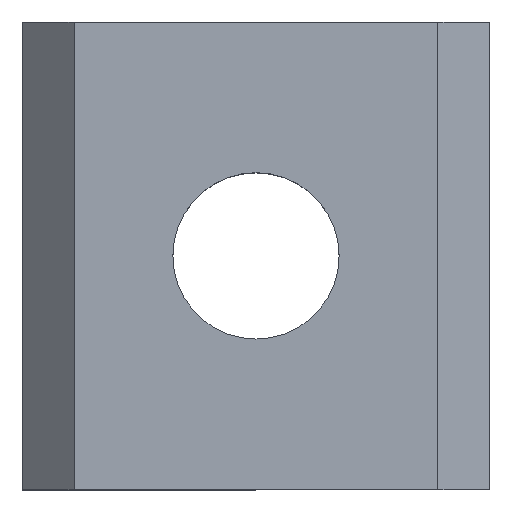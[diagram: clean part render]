
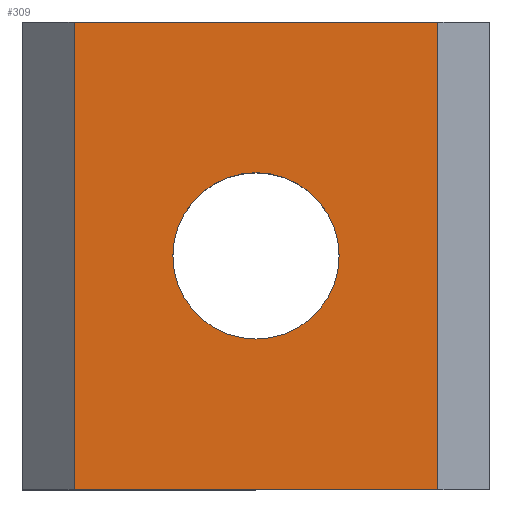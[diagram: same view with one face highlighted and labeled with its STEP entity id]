
A CAD part, top view. The second image highlights one B-rep face of the part: STEP entity #309.
In plain terms, the highlighted planar face has unit normal (0, 0, 1).
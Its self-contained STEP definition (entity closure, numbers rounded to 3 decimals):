
#2 = CARTESIAN_POINT ( 'NONE',  ( 8., 9., 3. ) ) ;
#5 = EDGE_CURVE ( 'NONE', #278, #341, #66, .T. ) ;
#11 = DIRECTION ( 'NONE',  ( 1., 0., 0. ) ) ;
#13 = DIRECTION ( 'NONE',  ( 0., 0., 1. ) ) ;
#16 = CARTESIAN_POINT ( 'NONE',  ( 8., 9., 3. ) ) ;
#17 = CARTESIAN_POINT ( 'NONE',  ( 4.5, 4.5, 3. ) ) ;
#18 = EDGE_CURVE ( 'NONE', #341, #278, #269, .T. ) ;
#20 = DIRECTION ( 'NONE',  ( 1., 0., 0. ) ) ;
#22 = CARTESIAN_POINT ( 'NONE',  ( 0., 0., 3. ) ) ;
#25 = DIRECTION ( 'NONE',  ( 1., 0., 0. ) ) ;
#31 = FACE_BOUND ( 'NONE', #67, .T. ) ;
#35 = CARTESIAN_POINT ( 'NONE',  ( 4.5, 4.5, 3. ) ) ;
#42 = EDGE_CURVE ( 'NONE', #93, #305, #338, .T. ) ;
#45 = DIRECTION ( 'NONE',  ( 0., 0., 1. ) ) ;
#50 = DIRECTION ( 'NONE',  ( 0., -1., 0. ) ) ;
#51 = LINE ( 'NONE', #2, #320 ) ;
#60 = EDGE_LOOP ( 'NONE', ( #166, #113, #97, #142 ) ) ;
#66 = CIRCLE ( 'NONE', #244, 1.6 ) ;
#67 = EDGE_LOOP ( 'NONE', ( #86, #152 ) ) ;
#82 = EDGE_CURVE ( 'NONE', #305, #164, #51, .T. ) ;
#83 = VECTOR ( 'NONE', #107, 1000. ) ;
#86 = ORIENTED_EDGE ( 'NONE', *, *, #5, .F. ) ;
#93 = VERTEX_POINT ( 'NONE', #286 ) ;
#96 = CARTESIAN_POINT ( 'NONE',  ( 6.1, 4.5, 3. ) ) ;
#97 = ORIENTED_EDGE ( 'NONE', *, *, #42, .T. ) ;
#107 = DIRECTION ( 'NONE',  ( -1., 0., 0. ) ) ;
#113 = ORIENTED_EDGE ( 'NONE', *, *, #149, .T. ) ;
#126 = CARTESIAN_POINT ( 'NONE',  ( 0., 9., 3. ) ) ;
#133 = EDGE_CURVE ( 'NONE', #164, #242, #287, .T. ) ;
#142 = ORIENTED_EDGE ( 'NONE', *, *, #82, .T. ) ;
#145 = DIRECTION ( 'NONE',  ( -1., 0., 0. ) ) ;
#147 = PLANE ( 'NONE',  #313 ) ;
#149 = EDGE_CURVE ( 'NONE', #242, #93, #283, .T. ) ;
#152 = ORIENTED_EDGE ( 'NONE', *, *, #18, .F. ) ;
#153 = CARTESIAN_POINT ( 'NONE',  ( 0., 9., 3. ) ) ;
#159 = DIRECTION ( 'NONE',  ( 0., 0., -1. ) ) ;
#160 = CARTESIAN_POINT ( 'NONE',  ( 1., 9., 3. ) ) ;
#164 = VERTEX_POINT ( 'NONE', #16 ) ;
#166 = ORIENTED_EDGE ( 'NONE', *, *, #133, .T. ) ;
#193 = CARTESIAN_POINT ( 'NONE',  ( 8., 0., 3. ) ) ;
#217 = VECTOR ( 'NONE', #50, 1000. ) ;
#242 = VERTEX_POINT ( 'NONE', #276 ) ;
#244 = AXIS2_PLACEMENT_3D ( 'NONE', #35, #45, #25 ) ;
#259 = CARTESIAN_POINT ( 'NONE',  ( 2.9, 4.5, 3. ) ) ;
#267 = AXIS2_PLACEMENT_3D ( 'NONE', #17, #13, #11 ) ;
#269 = CIRCLE ( 'NONE', #267, 1.6 ) ;
#276 = CARTESIAN_POINT ( 'NONE',  ( 1., 9., 3. ) ) ;
#278 = VERTEX_POINT ( 'NONE', #259 ) ;
#281 = DIRECTION ( 'NONE',  ( 0., 1., 0. ) ) ;
#283 = LINE ( 'NONE', #160, #217 ) ;
#286 = CARTESIAN_POINT ( 'NONE',  ( 1., 0., 3. ) ) ;
#287 = LINE ( 'NONE', #126, #83 ) ;
#302 = FACE_OUTER_BOUND ( 'NONE', #60, .T. ) ;
#305 = VERTEX_POINT ( 'NONE', #193 ) ;
#309 = ADVANCED_FACE ( 'NONE', ( #302, #31 ), #147, .F. ) ;
#313 = AXIS2_PLACEMENT_3D ( 'NONE', #153, #159, #145 ) ;
#320 = VECTOR ( 'NONE', #281, 1000. ) ;
#327 = VECTOR ( 'NONE', #20, 1000. ) ;
#338 = LINE ( 'NONE', #22, #327 ) ;
#341 = VERTEX_POINT ( 'NONE', #96 ) ;
